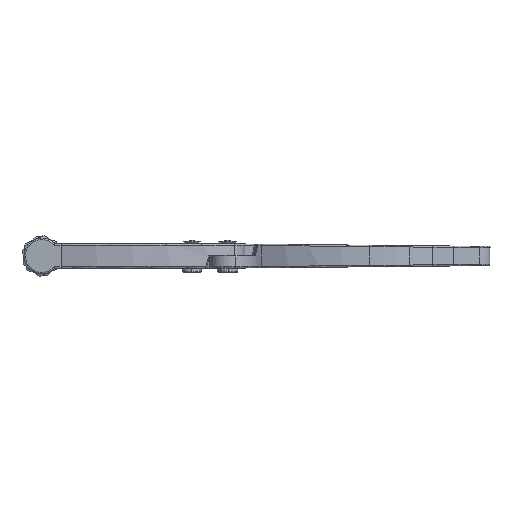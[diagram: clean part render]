
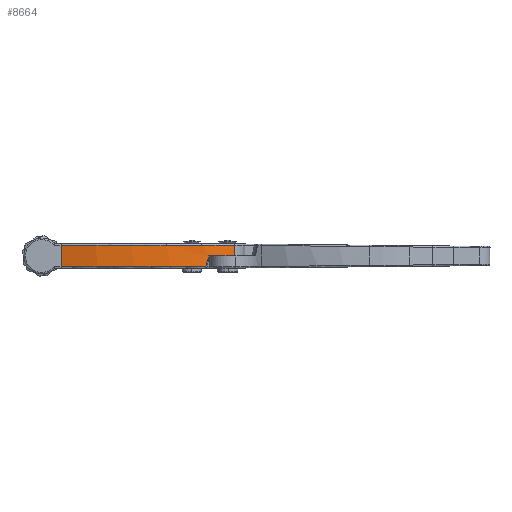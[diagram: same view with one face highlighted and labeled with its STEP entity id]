
A CAD part, front view. The second image highlights one B-rep face of the part: STEP entity #8664.
In plain terms, the highlighted cylindrical face has radius 85.373 mm (diameter 170.746 mm), a partial arc.
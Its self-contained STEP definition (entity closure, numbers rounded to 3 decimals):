
#1212 = ORIENTED_EDGE ( 'NONE', *, *, #9151, .T. ) ;
#2244 = DIRECTION ( 'NONE',  ( -1., 0., 0. ) ) ;
#2457 = VERTEX_POINT ( 'NONE', #12235 ) ;
#2533 = EDGE_CURVE ( 'NONE', #2457, #9379, #33405, .T. ) ;
#2851 = ORIENTED_EDGE ( 'NONE', *, *, #13159, .F. ) ;
#3108 = CARTESIAN_POINT ( 'NONE',  ( 5.75, 25.036, 5.837 ) ) ;
#4878 = CARTESIAN_POINT ( 'NONE',  ( 15.492, 20.734, 9. ) ) ;
#6590 = VERTEX_POINT ( 'NONE', #32931 ) ;
#8664 = ADVANCED_FACE ( 'NONE', ( #29240 ), #35254, .T. ) ;
#9142 = EDGE_LOOP ( 'NONE', ( #2851, #1212, #23422, #21840, #30919, #21978 ) ) ;
#9151 = EDGE_CURVE ( 'NONE', #6590, #26498, #24078, .T. ) ;
#9379 = VERTEX_POINT ( 'NONE', #22025 ) ;
#10092 = DIRECTION ( 'NONE',  ( 0., 0., -1. ) ) ;
#10307 = CIRCLE ( 'NONE', #23063, 85.373 ) ;
#12235 = CARTESIAN_POINT ( 'NONE',  ( -47.69, 26.9, 8.5 ) ) ;
#13159 = EDGE_CURVE ( 'NONE', #6590, #13984, #33202, .T. ) ;
#13220 = DIRECTION ( 'NONE',  ( 0., 0., -1. ) ) ;
#13378 = EDGE_CURVE ( 'NONE', #23373, #13984, #34360, .T. ) ;
#13984 = VERTEX_POINT ( 'NONE', #21975 ) ;
#14813 = CARTESIAN_POINT ( 'NONE',  ( -23.797, -55.061, 8.5 ) ) ;
#15198 = CARTESIAN_POINT ( 'NONE',  ( 5.032, 25.297, 8.5 ) ) ;
#17279 = DIRECTION ( 'NONE',  ( 0., 0., 1. ) ) ;
#17761 = DIRECTION ( 'NONE',  ( -1., 0., 0. ) ) ;
#19028 = CARTESIAN_POINT ( 'NONE',  ( -47.69, 26.9, 9. ) ) ;
#20168 = DIRECTION ( 'NONE',  ( 0., 0., 1. ) ) ;
#21840 = ORIENTED_EDGE ( 'NONE', *, *, #2533, .F. ) ;
#21975 = CARTESIAN_POINT ( 'NONE',  ( 6.108, 24.903, 4.5 ) ) ;
#21978 = ORIENTED_EDGE ( 'NONE', *, *, #13378, .T. ) ;
#22025 = CARTESIAN_POINT ( 'NONE',  ( -47.69, 26.9, 0.5 ) ) ;
#23063 = AXIS2_PLACEMENT_3D ( 'NONE', #14813, #35510, #17761 ) ;
#23373 = VERTEX_POINT ( 'NONE', #27078 ) ;
#23422 = ORIENTED_EDGE ( 'NONE', *, *, #31779, .T. ) ;
#24078 = LINE ( 'NONE', #4878, #25014 ) ;
#25014 = VECTOR ( 'NONE', #25737, 1000. ) ;
#25737 = DIRECTION ( 'NONE',  ( 0., 0., -1. ) ) ;
#26483 = VECTOR ( 'NONE', #10092, 1000. ) ;
#26498 = VERTEX_POINT ( 'NONE', #38088 ) ;
#27078 = CARTESIAN_POINT ( 'NONE',  ( 5.032, 25.297, 8.5 ) ) ;
#27841 = CARTESIAN_POINT ( 'NONE',  ( -23.797, -55.061, 9. ) ) ;
#29240 = FACE_OUTER_BOUND ( 'NONE', #9142, .T. ) ;
#29860 = CARTESIAN_POINT ( 'NONE',  ( 5.391, 25.168, 7.17 ) ) ;
#30919 = ORIENTED_EDGE ( 'NONE', *, *, #35221, .T. ) ;
#31779 = EDGE_CURVE ( 'NONE', #26498, #9379, #38243, .T. ) ;
#32931 = CARTESIAN_POINT ( 'NONE',  ( 15.492, 20.734, 4.5 ) ) ;
#33202 = CIRCLE ( 'NONE', #35147, 85.373 ) ;
#33405 = LINE ( 'NONE', #19028, #26483 ) ;
#33933 = DIRECTION ( 'NONE',  ( -1., 0., 0. ) ) ;
#34360 =( BOUNDED_CURVE ( )  B_SPLINE_CURVE ( 3, ( #15198, #29860, #3108, #35904 ),
 .UNSPECIFIED., .F., .T. ) 
 B_SPLINE_CURVE_WITH_KNOTS ( ( 4, 4 ),
 ( 4.359, 4.372 ),
 .UNSPECIFIED. ) 
 CURVE ( )  GEOMETRIC_REPRESENTATION_ITEM ( )  RATIONAL_B_SPLINE_CURVE ( ( 1., 1., 1., 1. ) ) 
 REPRESENTATION_ITEM ( '' )  );
#35034 = CARTESIAN_POINT ( 'NONE',  ( -23.797, -55.061, 4.5 ) ) ;
#35147 = AXIS2_PLACEMENT_3D ( 'NONE', #35034, #17279, #37968 ) ;
#35221 = EDGE_CURVE ( 'NONE', #2457, #23373, #10307, .T. ) ;
#35254 = CYLINDRICAL_SURFACE ( 'NONE', #35365, 85.373 ) ;
#35365 = AXIS2_PLACEMENT_3D ( 'NONE', #27841, #13220, #33933 ) ;
#35510 = DIRECTION ( 'NONE',  ( 0., 0., -1. ) ) ;
#35904 = CARTESIAN_POINT ( 'NONE',  ( 6.108, 24.903, 4.5 ) ) ;
#37647 = AXIS2_PLACEMENT_3D ( 'NONE', #37890, #20168, #2244 ) ;
#37890 = CARTESIAN_POINT ( 'NONE',  ( -23.797, -55.061, 0.5 ) ) ;
#37968 = DIRECTION ( 'NONE',  ( 1., 0., 0. ) ) ;
#38088 = CARTESIAN_POINT ( 'NONE',  ( 15.492, 20.734, 0.5 ) ) ;
#38243 = CIRCLE ( 'NONE', #37647, 85.373 ) ;
